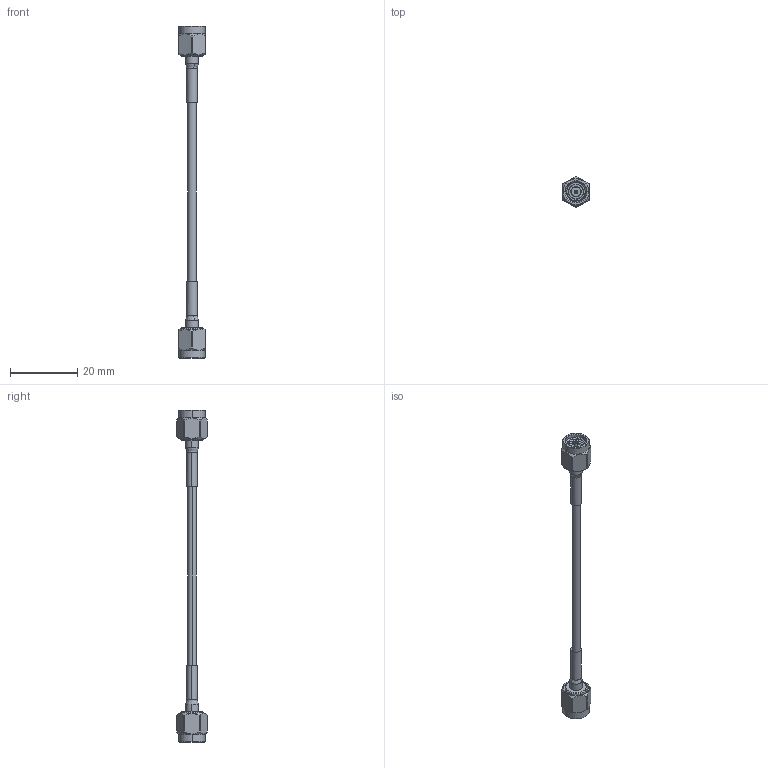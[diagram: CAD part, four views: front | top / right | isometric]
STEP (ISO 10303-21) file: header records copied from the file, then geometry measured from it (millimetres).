
FILE_DESCRIPTION (( 'STEP AP203' ), '1' );
FILE_NAME ('FMC0202085.step', '2019-03-28T23:08:26', ( '' ), ( '' ), 'SwSTEP 2.0', 'SolidWorks 2017', '' );
FILE_SCHEMA (( 'CONFIG_CONTROL_DESIGN' ));
Length unit declared in the file: inch
Products named in the file (4): HeatShrink ^FMC0202085; Coax Cable_FM-F086; FMC0202085; SC3020
Assembly tree (4 placements, depth 2):
  FMC0202085
    Coax Cable_FM-F086
    SC3020  x2
    HeatShrink ^FMC0202085
Bounding box: 8 x 9.02 x 98.6 mm (x, y, z)
Volume: 1295.5 mm3; surface area: 2890.6 mm2
Topology: 15 solids, 15 shells, 276 faces, 614 edges, 384 vertices
Faces by surface type: cylinder 122, cone 74, plane 62, bspline 10, torus 8
Entity records: 6140 total; most frequent: CARTESIAN_POINT 2425, DIRECTION 723, ORIENTED_EDGE 656, EDGE_CURVE 328, AXIS2_PLACEMENT_3D 306, VERTEX_POINT 206, EDGE_LOOP 164, CIRCLE 158
